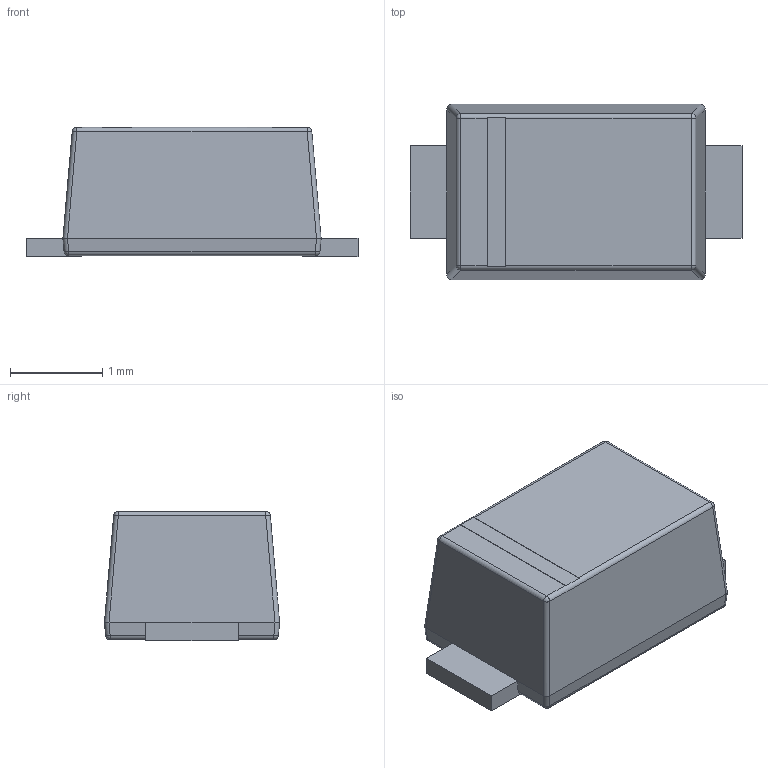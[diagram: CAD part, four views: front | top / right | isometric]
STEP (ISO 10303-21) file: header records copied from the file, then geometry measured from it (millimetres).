
FILE_DESCRIPTION (( 'STEP AP214' ), '1' );
FILE_NAME ('SOD-123FL_L2.8-W1.9-LS3.7-RD.STEP', '2021-10-26T12:59:13', ( '' ), ( '' ), 'SwSTEP 2.0', 'SolidWorks 2018', '' );
FILE_SCHEMA (( 'AUTOMOTIVE_DESIGN' ));
Length unit declared in the file: millimetre
Products named in the file (1): SOD-123FL_L2.8-W1.9-LS3.7-RD
Bounding box: 3.6 x 1.9 x 1.4 mm (x, y, z)
Volume: 7 mm3; surface area: 23.8 mm2
Topology: 1 solids, 1 shells, 113 faces, 276 edges, 172 vertices
Faces by surface type: plane 73, cylinder 18, bspline 14, sphere 8
Entity records: 5211 total; most frequent: CARTESIAN_POINT 1372, ORIENTED_EDGE 552, DIRECTION 476, EDGE_CURVE 276, VECTOR 212, LINE 212, VERTEX_POINT 172, AXIS2_PLACEMENT_3D 132
